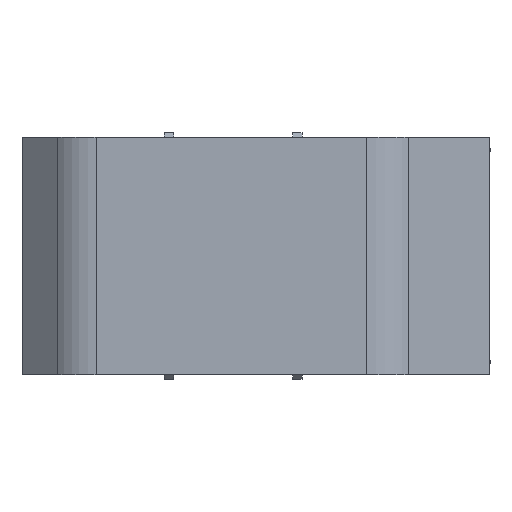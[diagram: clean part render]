
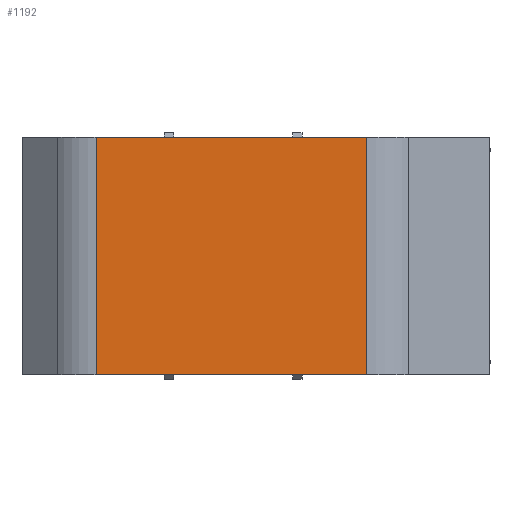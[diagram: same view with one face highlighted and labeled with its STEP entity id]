
A CAD part, front view. The second image highlights one B-rep face of the part: STEP entity #1192.
In plain terms, the highlighted planar face has unit normal (0, -1, 0).
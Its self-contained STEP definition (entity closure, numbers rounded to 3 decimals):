
#268 = EDGE_CURVE ( 'NONE', #1555, #5121, #6088, .T. ) ;
#299 = DIRECTION ( 'NONE',  ( 0., 0., 1. ) ) ;
#541 = VECTOR ( 'NONE', #299, 1000. ) ;
#793 = CARTESIAN_POINT ( 'NONE',  ( 0., -10., 0. ) ) ;
#1192 = ADVANCED_FACE ( 'NONE', ( #3240 ), #2643, .T. ) ;
#1316 = DIRECTION ( 'NONE',  ( -1., 0., 0. ) ) ;
#1332 = ORIENTED_EDGE ( 'NONE', *, *, #4100, .F. ) ;
#1393 = LINE ( 'NONE', #793, #5965 ) ;
#1555 = VERTEX_POINT ( 'NONE', #3232 ) ;
#1990 = CARTESIAN_POINT ( 'NONE',  ( 0., -10., 50. ) ) ;
#2074 = VERTEX_POINT ( 'NONE', #5712 ) ;
#2123 = LINE ( 'NONE', #3275, #541 ) ;
#2584 = LINE ( 'NONE', #1990, #7756 ) ;
#2643 = PLANE ( 'NONE',  #6432 ) ;
#2720 = ORIENTED_EDGE ( 'NONE', *, *, #268, .F. ) ;
#3232 = CARTESIAN_POINT ( 'NONE',  ( 0., -10., 0. ) ) ;
#3240 = FACE_OUTER_BOUND ( 'NONE', #7087, .T. ) ;
#3275 = CARTESIAN_POINT ( 'NONE',  ( 57., -10.001, -101.137 ) ) ;
#3993 = EDGE_CURVE ( 'NONE', #4218, #1555, #1393, .T. ) ;
#4100 = EDGE_CURVE ( 'NONE', #5121, #2074, #2584, .T. ) ;
#4218 = VERTEX_POINT ( 'NONE', #5253 ) ;
#4252 = CARTESIAN_POINT ( 'NONE',  ( 0., -10., -101.137 ) ) ;
#4396 = DIRECTION ( 'NONE',  ( 1., 0., 0. ) ) ;
#4980 = DIRECTION ( 'NONE',  ( 1., 0., 0. ) ) ;
#5014 = DIRECTION ( 'NONE',  ( 0., -1., 0. ) ) ;
#5121 = VERTEX_POINT ( 'NONE', #5390 ) ;
#5227 = VECTOR ( 'NONE', #7159, 1000. ) ;
#5253 = CARTESIAN_POINT ( 'NONE',  ( 57., -10.001, 0. ) ) ;
#5390 = CARTESIAN_POINT ( 'NONE',  ( 0., -10., 50. ) ) ;
#5436 = ORIENTED_EDGE ( 'NONE', *, *, #7395, .T. ) ;
#5712 = CARTESIAN_POINT ( 'NONE',  ( 57., -10.001, 50. ) ) ;
#5965 = VECTOR ( 'NONE', #1316, 1000. ) ;
#6088 = LINE ( 'NONE', #4252, #5227 ) ;
#6432 = AXIS2_PLACEMENT_3D ( 'NONE', #6854, #5014, #4980 ) ;
#6854 = CARTESIAN_POINT ( 'NONE',  ( 0., -10., -101.137 ) ) ;
#7087 = EDGE_LOOP ( 'NONE', ( #7459, #5436, #1332, #2720 ) ) ;
#7159 = DIRECTION ( 'NONE',  ( 0., 0., 1. ) ) ;
#7395 = EDGE_CURVE ( 'NONE', #4218, #2074, #2123, .T. ) ;
#7459 = ORIENTED_EDGE ( 'NONE', *, *, #3993, .F. ) ;
#7756 = VECTOR ( 'NONE', #4396, 1000. ) ;
